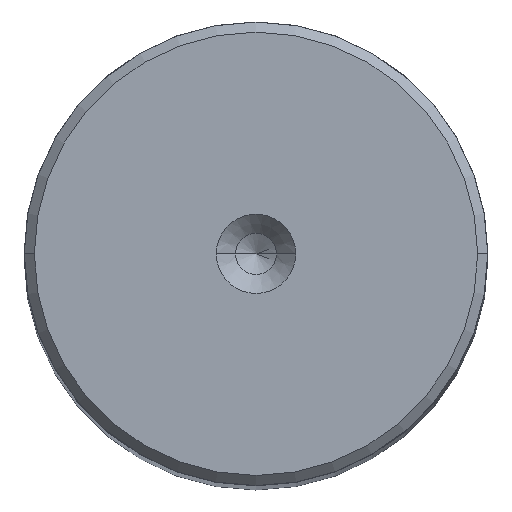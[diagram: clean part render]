
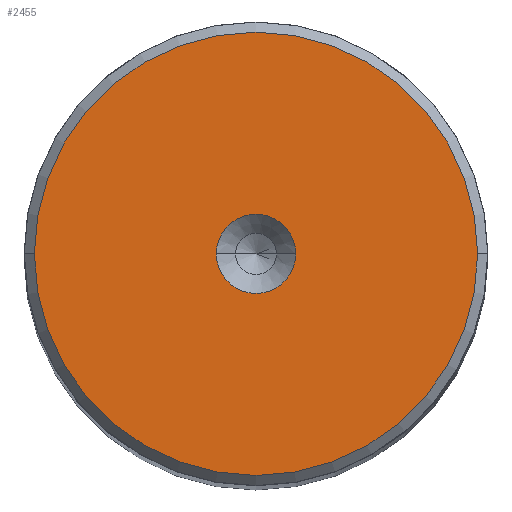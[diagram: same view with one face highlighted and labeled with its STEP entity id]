
A CAD part, top view. The second image highlights one B-rep face of the part: STEP entity #2455.
In plain terms, the highlighted planar face has unit normal (0, 0, 1).
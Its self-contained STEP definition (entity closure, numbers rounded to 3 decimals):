
#12 = CARTESIAN_POINT ( 'NONE',  ( 0., 0., 240. ) ) ;
#30 = DIRECTION ( 'NONE',  ( 1., 0., 0. ) ) ;
#114 = CARTESIAN_POINT ( 'NONE',  ( 21.514, 0., 240. ) ) ;
#291 = VERTEX_POINT ( 'NONE', #114 ) ;
#363 = ORIENTED_EDGE ( 'NONE', *, *, #412, .T. ) ;
#367 = CIRCLE ( 'NONE', #1829, 21.514 ) ;
#412 = EDGE_CURVE ( 'NONE', #2566, #291, #961, .T. ) ;
#417 = DIRECTION ( 'NONE',  ( 0., 0., 1. ) ) ;
#431 = ORIENTED_EDGE ( 'NONE', *, *, #1122, .F. ) ;
#446 = CARTESIAN_POINT ( 'NONE',  ( 0., 0., 240. ) ) ;
#486 = DIRECTION ( 'NONE',  ( 0., 0., 1. ) ) ;
#610 = DIRECTION ( 'NONE',  ( 1., 0., 0. ) ) ;
#647 = CARTESIAN_POINT ( 'NONE',  ( 3.85, 0., 240. ) ) ;
#659 = ORIENTED_EDGE ( 'NONE', *, *, #2143, .F. ) ;
#693 = CARTESIAN_POINT ( 'NONE',  ( -3.85, 0., 240. ) ) ;
#715 = CARTESIAN_POINT ( 'NONE',  ( 0., 0., 240. ) ) ;
#918 = DIRECTION ( 'NONE',  ( 1., 0., 0. ) ) ;
#957 = FACE_BOUND ( 'NONE', #1378, .T. ) ;
#961 = CIRCLE ( 'NONE', #1449, 21.514 ) ;
#1012 = DIRECTION ( 'NONE',  ( 0., 0., 1. ) ) ;
#1122 = EDGE_CURVE ( 'NONE', #2645, #2365, #2578, .T. ) ;
#1132 = CARTESIAN_POINT ( 'NONE',  ( 0., 0., 240. ) ) ;
#1148 = DIRECTION ( 'NONE',  ( 1., 0., 0. ) ) ;
#1378 = EDGE_LOOP ( 'NONE', ( #659, #431 ) ) ;
#1381 = ORIENTED_EDGE ( 'NONE', *, *, #1604, .T. ) ;
#1384 = FACE_OUTER_BOUND ( 'NONE', #1950, .T. ) ;
#1430 = AXIS2_PLACEMENT_3D ( 'NONE', #715, #486, #918 ) ;
#1449 = AXIS2_PLACEMENT_3D ( 'NONE', #446, #2159, #30 ) ;
#1604 = EDGE_CURVE ( 'NONE', #291, #2566, #367, .T. ) ;
#1764 = PLANE ( 'NONE',  #1430 ) ;
#1772 = CARTESIAN_POINT ( 'NONE',  ( -21.514, 0., 240. ) ) ;
#1799 = DIRECTION ( 'NONE',  ( 0., 0., 1. ) ) ;
#1829 = AXIS2_PLACEMENT_3D ( 'NONE', #2102, #417, #2282 ) ;
#1950 = EDGE_LOOP ( 'NONE', ( #363, #1381 ) ) ;
#2102 = CARTESIAN_POINT ( 'NONE',  ( 0., 0., 240. ) ) ;
#2143 = EDGE_CURVE ( 'NONE', #2365, #2645, #2277, .T. ) ;
#2159 = DIRECTION ( 'NONE',  ( 0., 0., 1. ) ) ;
#2273 = AXIS2_PLACEMENT_3D ( 'NONE', #1132, #1799, #1148 ) ;
#2277 = CIRCLE ( 'NONE', #2556, 3.85 ) ;
#2282 = DIRECTION ( 'NONE',  ( 1., 0., 0. ) ) ;
#2365 = VERTEX_POINT ( 'NONE', #647 ) ;
#2455 = ADVANCED_FACE ( 'NONE', ( #957, #1384 ), #1764, .T. ) ;
#2556 = AXIS2_PLACEMENT_3D ( 'NONE', #12, #1012, #610 ) ;
#2566 = VERTEX_POINT ( 'NONE', #1772 ) ;
#2578 = CIRCLE ( 'NONE', #2273, 3.85 ) ;
#2645 = VERTEX_POINT ( 'NONE', #693 ) ;
